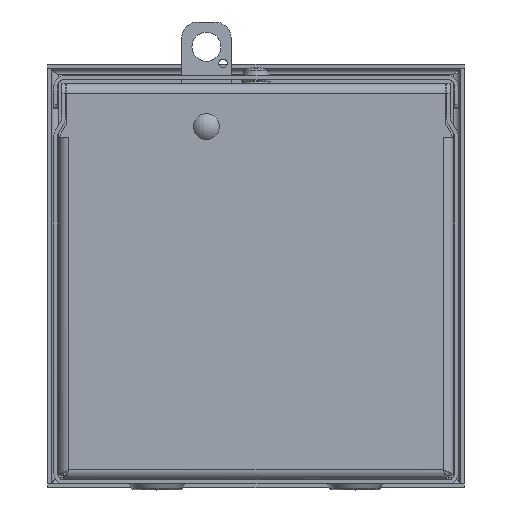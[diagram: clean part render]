
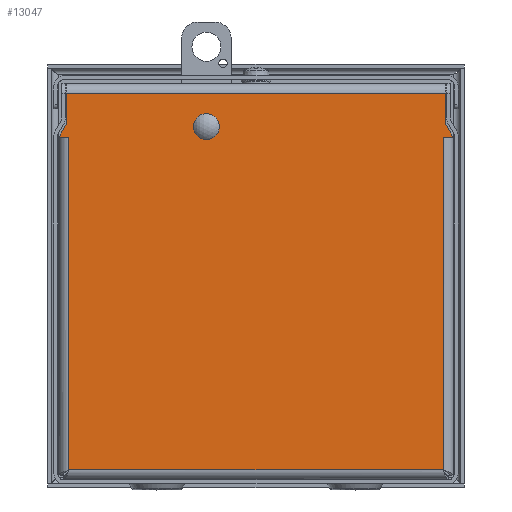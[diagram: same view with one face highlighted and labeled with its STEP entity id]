
A CAD part, front view. The second image highlights one B-rep face of the part: STEP entity #13047.
In plain terms, the highlighted planar face has unit normal (0, -1, 0).
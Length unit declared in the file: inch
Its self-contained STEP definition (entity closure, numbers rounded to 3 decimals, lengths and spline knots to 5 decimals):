
#208 = VERTEX_POINT ( 'NONE', #580 ) ;
#221 = CARTESIAN_POINT ( 'NONE',  ( 2.83162, -4., -1.77063 ) ) ;
#258 = EDGE_CURVE ( 'NONE', #6340, #3383, #13816, .T. ) ;
#458 = DIRECTION ( 'NONE',  ( -1., 0., 0. ) ) ;
#511 = VECTOR ( 'NONE', #4530, 39.37008 ) ;
#580 = CARTESIAN_POINT ( 'NONE',  ( -2.98426, -4., 3.26432 ) ) ;
#833 = LINE ( 'NONE', #7236, #7507 ) ;
#918 = CARTESIAN_POINT ( 'NONE',  ( 2.875, -4., 3.92387 ) ) ;
#920 = EDGE_CURVE ( 'NONE', #6251, #13799, #7606, .T. ) ;
#926 = CARTESIAN_POINT ( 'NONE',  ( -3.03025, -4., 3.18467 ) ) ;
#1025 = VECTOR ( 'NONE', #5433, 39.37008 ) ;
#1140 = CARTESIAN_POINT ( 'NONE',  ( -2.875, -4., 2.57662 ) ) ;
#1298 = EDGE_CURVE ( 'NONE', #5600, #2004, #4109, .T. ) ;
#1317 = ORIENTED_EDGE ( 'NONE', *, *, #5574, .T. ) ;
#1381 = VECTOR ( 'NONE', #7639, 39.37008 ) ;
#1400 = DIRECTION ( 'NONE',  ( -0.5, 0., 0.866 ) ) ;
#1599 = CARTESIAN_POINT ( 'NONE',  ( -2.83143, -4., 3.26412 ) ) ;
#1708 = CARTESIAN_POINT ( 'NONE',  ( 2.83143, -4., 2.17037 ) ) ;
#1805 = VERTEX_POINT ( 'NONE', #10739 ) ;
#1897 = EDGE_CURVE ( 'NONE', #5569, #13991, #5128, .T. ) ;
#2004 = VERTEX_POINT ( 'NONE', #221 ) ;
#2033 = CARTESIAN_POINT ( 'NONE',  ( -2.83143, -4., 2.17047 ) ) ;
#2096 = LINE ( 'NONE', #11344, #4840 ) ;
#2170 = DIRECTION ( 'NONE',  ( 0., 0., -1. ) ) ;
#2280 = CARTESIAN_POINT ( 'NONE',  ( -1.41571, -4., 3.26412 ) ) ;
#2283 = EDGE_CURVE ( 'NONE', #13991, #8770, #4591, .T. ) ;
#2325 = VERTEX_POINT ( 'NONE', #5604 ) ;
#2682 = VECTOR ( 'NONE', #7799, 39.37008 ) ;
#2712 = ORIENTED_EDGE ( 'NONE', *, *, #13971, .T. ) ;
#2857 = DIRECTION ( 'NONE',  ( 0., 1., 0. ) ) ;
#2863 = ORIENTED_EDGE ( 'NONE', *, *, #5930, .T. ) ;
#2899 = ORIENTED_EDGE ( 'NONE', *, *, #1298, .T. ) ;
#3337 = CARTESIAN_POINT ( 'NONE',  ( -2.83163, -4., 3.26412 ) ) ;
#3383 = VERTEX_POINT ( 'NONE', #6909 ) ;
#3535 = ORIENTED_EDGE ( 'NONE', *, *, #7186, .T. ) ;
#3657 = ORIENTED_EDGE ( 'NONE', *, *, #2283, .T. ) ;
#3822 = CARTESIAN_POINT ( 'NONE',  ( -0.75, -4., 3.42387 ) ) ;
#3904 = DIRECTION ( 'NONE',  ( 0., 1., 0. ) ) ;
#3998 = AXIS2_PLACEMENT_3D ( 'NONE', #6085, #3904, #12782 ) ;
#4102 = ORIENTED_EDGE ( 'NONE', *, *, #6120, .T. ) ;
#4109 = LINE ( 'NONE', #7706, #9618 ) ;
#4112 = CARTESIAN_POINT ( 'NONE',  ( 2.875, -4., 3.45356 ) ) ;
#4256 = LINE ( 'NONE', #926, #1381 ) ;
#4526 = ORIENTED_EDGE ( 'NONE', *, *, #920, .T. ) ;
#4530 = DIRECTION ( 'NONE',  ( 0., 0., -1. ) ) ;
#4591 = LINE ( 'NONE', #2280, #2682 ) ;
#4681 = VERTEX_POINT ( 'NONE', #4112 ) ;
#4765 = VECTOR ( 'NONE', #458, 39.37008 ) ;
#4828 = EDGE_CURVE ( 'NONE', #13799, #4681, #5956, .T. ) ;
#4840 = VECTOR ( 'NONE', #10386, 39.37008 ) ;
#5066 = CARTESIAN_POINT ( 'NONE',  ( 1.4375, -4., 3.92387 ) ) ;
#5128 = LINE ( 'NONE', #2033, #8035 ) ;
#5409 = VECTOR ( 'NONE', #9158, 39.37008 ) ;
#5433 = DIRECTION ( 'NONE',  ( 0., 0., 1. ) ) ;
#5569 = VERTEX_POINT ( 'NONE', #13444 ) ;
#5574 = EDGE_CURVE ( 'NONE', #9561, #6251, #8656, .T. ) ;
#5600 = VERTEX_POINT ( 'NONE', #10347 ) ;
#5604 = CARTESIAN_POINT ( 'NONE',  ( -2.875, -4., 3.45356 ) ) ;
#5930 = EDGE_CURVE ( 'NONE', #8770, #5600, #12908, .T. ) ;
#5956 = LINE ( 'NONE', #7951, #7829 ) ;
#6085 = CARTESIAN_POINT ( 'NONE',  ( 0., -4., 1.07662 ) ) ;
#6120 = EDGE_CURVE ( 'NONE', #10103, #10103, #8960, .T. ) ;
#6251 = VERTEX_POINT ( 'NONE', #7676 ) ;
#6337 = ORIENTED_EDGE ( 'NONE', *, *, #258, .T. ) ;
#6340 = VERTEX_POINT ( 'NONE', #918 ) ;
#6470 = EDGE_LOOP ( 'NONE', ( #6337, #12054, #10451, #2712, #6722, #3657, #2863, #2899, #3535, #12293, #1317, #4526, #8302, #8229 ) ) ;
#6658 = DIRECTION ( 'NONE',  ( 1., 0., 0. ) ) ;
#6703 = EDGE_CURVE ( 'NONE', #3383, #2325, #7018, .T. ) ;
#6722 = ORIENTED_EDGE ( 'NONE', *, *, #1897, .T. ) ;
#6909 = CARTESIAN_POINT ( 'NONE',  ( -2.875, -4., 3.92387 ) ) ;
#6947 = EDGE_CURVE ( 'NONE', #1805, #9561, #11962, .T. ) ;
#7018 = LINE ( 'NONE', #1140, #511 ) ;
#7167 = PLANE ( 'NONE',  #3998 ) ;
#7178 = LINE ( 'NONE', #8538, #1025 ) ;
#7186 = EDGE_CURVE ( 'NONE', #2004, #1805, #7178, .T. ) ;
#7236 = CARTESIAN_POINT ( 'NONE',  ( 2.875, -4., 2.26509 ) ) ;
#7259 = EDGE_CURVE ( 'NONE', #2325, #208, #4256, .T. ) ;
#7353 = CARTESIAN_POINT ( 'NONE',  ( 1.41571, -4., 3.26432 ) ) ;
#7440 = DIRECTION ( 'NONE',  ( 1., 0., 0. ) ) ;
#7507 = VECTOR ( 'NONE', #11579, 39.37008 ) ;
#7606 = LINE ( 'NONE', #7353, #10673 ) ;
#7639 = DIRECTION ( 'NONE',  ( -0.5, 0., -0.866 ) ) ;
#7649 = AXIS2_PLACEMENT_3D ( 'NONE', #3822, #2857, #8438 ) ;
#7676 = CARTESIAN_POINT ( 'NONE',  ( 2.83142, -4., 3.26432 ) ) ;
#7706 = CARTESIAN_POINT ( 'NONE',  ( -1.41581, -4., -1.77063 ) ) ;
#7799 = DIRECTION ( 'NONE',  ( -1., 0., 0. ) ) ;
#7829 = VECTOR ( 'NONE', #1400, 39.37008 ) ;
#7951 = CARTESIAN_POINT ( 'NONE',  ( 3.08494, -4., 3.08995 ) ) ;
#8004 = FACE_BOUND ( 'NONE', #13543, .T. ) ;
#8035 = VECTOR ( 'NONE', #9692, 39.37008 ) ;
#8102 = VECTOR ( 'NONE', #2170, 39.37008 ) ;
#8229 = ORIENTED_EDGE ( 'NONE', *, *, #12375, .T. ) ;
#8302 = ORIENTED_EDGE ( 'NONE', *, *, #4828, .T. ) ;
#8438 = DIRECTION ( 'NONE',  ( 1., 0., 0. ) ) ;
#8538 = CARTESIAN_POINT ( 'NONE',  ( 2.83163, -4., -0.347 ) ) ;
#8656 = LINE ( 'NONE', #1708, #5409 ) ;
#8681 = CARTESIAN_POINT ( 'NONE',  ( 2.98426, -4., 3.26432 ) ) ;
#8770 = VERTEX_POINT ( 'NONE', #3337 ) ;
#8960 = CIRCLE ( 'NONE', #7649, 0.1005 ) ;
#9158 = DIRECTION ( 'NONE',  ( 0., 0., 1. ) ) ;
#9165 = CARTESIAN_POINT ( 'NONE',  ( 1.49219, -4., 3.26412 ) ) ;
#9561 = VERTEX_POINT ( 'NONE', #11865 ) ;
#9618 = VECTOR ( 'NONE', #6658, 39.37008 ) ;
#9692 = DIRECTION ( 'NONE',  ( 0., 0., -1. ) ) ;
#9906 = CARTESIAN_POINT ( 'NONE',  ( -0.6495, -4., 3.42387 ) ) ;
#10103 = VERTEX_POINT ( 'NONE', #9906 ) ;
#10347 = CARTESIAN_POINT ( 'NONE',  ( -2.83162, -4., -1.77063 ) ) ;
#10386 = DIRECTION ( 'NONE',  ( 1., 0., 0. ) ) ;
#10451 = ORIENTED_EDGE ( 'NONE', *, *, #7259, .T. ) ;
#10673 = VECTOR ( 'NONE', #7440, 39.37008 ) ;
#10739 = CARTESIAN_POINT ( 'NONE',  ( 2.83162, -4., 3.26412 ) ) ;
#10875 = VECTOR ( 'NONE', #11512, 39.37008 ) ;
#11237 = FACE_OUTER_BOUND ( 'NONE', #6470, .T. ) ;
#11344 = CARTESIAN_POINT ( 'NONE',  ( -1.49213, -4., 3.26432 ) ) ;
#11512 = DIRECTION ( 'NONE',  ( -1., 0., 0. ) ) ;
#11579 = DIRECTION ( 'NONE',  ( 0., 0., 1. ) ) ;
#11865 = CARTESIAN_POINT ( 'NONE',  ( 2.83142, -4., 3.26412 ) ) ;
#11962 = LINE ( 'NONE', #9165, #4765 ) ;
#12054 = ORIENTED_EDGE ( 'NONE', *, *, #6703, .T. ) ;
#12293 = ORIENTED_EDGE ( 'NONE', *, *, #6947, .T. ) ;
#12375 = EDGE_CURVE ( 'NONE', #4681, #6340, #833, .T. ) ;
#12782 = DIRECTION ( 'NONE',  ( 1., 0., 0. ) ) ;
#12908 = LINE ( 'NONE', #13249, #8102 ) ;
#13047 = ADVANCED_FACE ( 'NONE', ( #11237, #8004 ), #7167, .F. ) ;
#13249 = CARTESIAN_POINT ( 'NONE',  ( -2.83163, -4., 2.17037 ) ) ;
#13444 = CARTESIAN_POINT ( 'NONE',  ( -2.83143, -4., 3.26432 ) ) ;
#13543 = EDGE_LOOP ( 'NONE', ( #4102 ) ) ;
#13799 = VERTEX_POINT ( 'NONE', #8681 ) ;
#13816 = LINE ( 'NONE', #5066, #10875 ) ;
#13971 = EDGE_CURVE ( 'NONE', #208, #5569, #2096, .T. ) ;
#13991 = VERTEX_POINT ( 'NONE', #1599 ) ;
